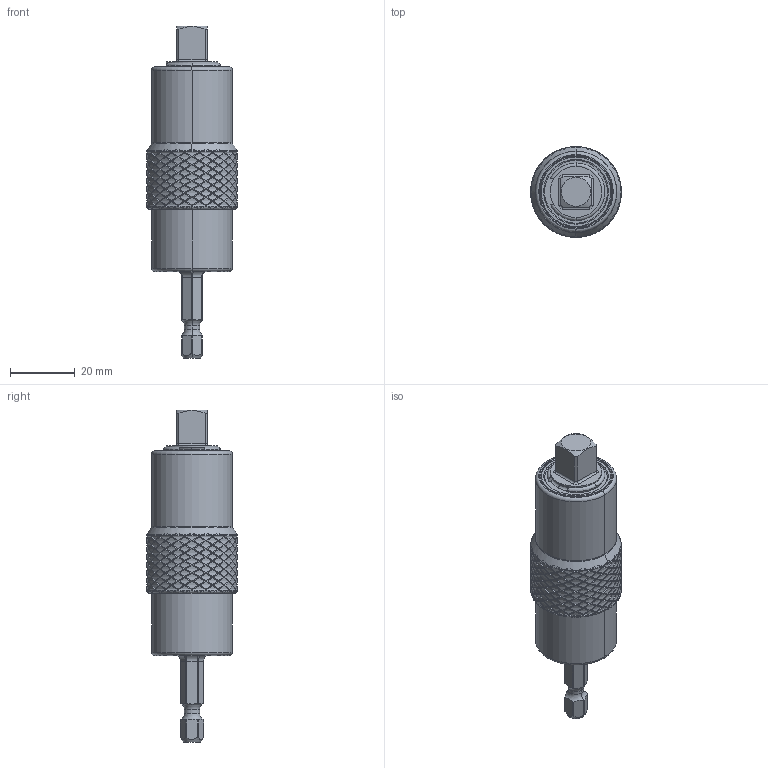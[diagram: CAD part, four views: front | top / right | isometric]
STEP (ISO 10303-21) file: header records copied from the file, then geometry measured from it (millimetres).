
FILE_DESCRIPTION((''),'2;1');
FILE_NAME('4027106225_ASM','2023-08-30T12:09:55',('a00565553'),(''),'CREO PARAMETRIC BY PTC INC, 2022414','CREO PARAMETRIC BY PTC INC, 2022414','');
FILE_SCHEMA(('CONFIG_CONTROL_DESIGN','GEOMETRIC_VALIDATION_PROPERTIES_MIM'));
Products named in the file (1): 4027106225_ASM
Bounding box: 28 x 28 x 102.5 mm (x, y, z)
Surface area: 9514.4 mm2 (no closed solid volume)
Topology: 0 solids, 8 shells, 1683 faces, 3599 edges, 1923 vertices
Faces by surface type: bspline 1202, cylinder 364, torus 78, plane 27, cone 12
Entity records: 88119 total; most frequent: CARTESIAN_POINT 49746, ORIENTED_EDGE 7146, EDGE_CURVE 3597, B_SPLINE_CURVE_WITH_KNOTS 2660, DIRECTION 2190, VERTEX_POINT 1923, EDGE_LOOP 1691, FACE_OUTER_BOUND 1683
